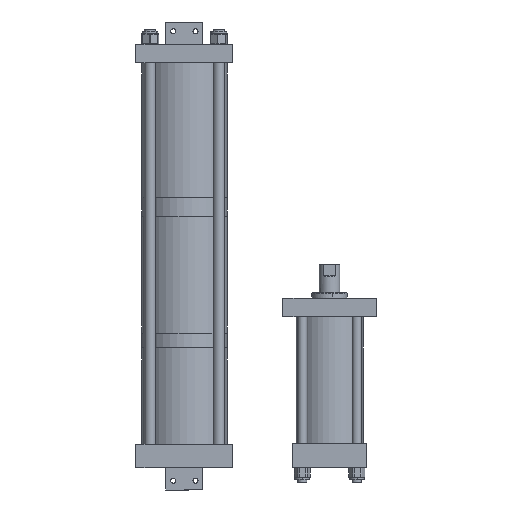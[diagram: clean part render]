
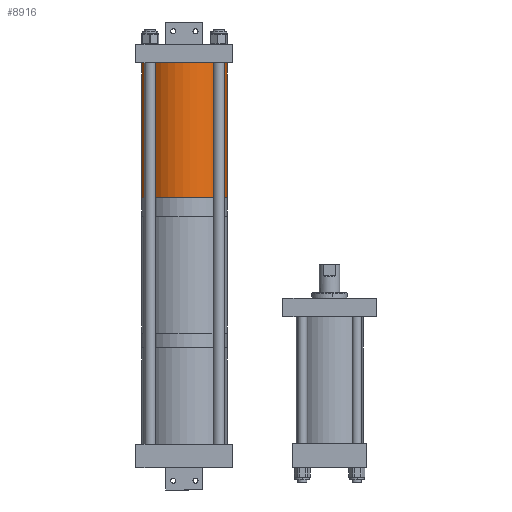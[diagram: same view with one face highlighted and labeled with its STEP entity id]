
A CAD part, front view. The second image highlights one B-rep face of the part: STEP entity #8916.
In plain terms, the highlighted cylindrical face has radius 73.025 mm (diameter 146.05 mm), a partial arc.
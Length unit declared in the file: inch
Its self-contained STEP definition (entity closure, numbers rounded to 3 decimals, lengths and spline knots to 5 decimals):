
#129 = FACE_OUTER_BOUND ( 'NONE', #15782, .T. ) ;
#556 = ORIENTED_EDGE ( 'NONE', *, *, #12686, .T. ) ;
#1031 = CARTESIAN_POINT ( 'NONE',  ( -2.875, 0., 0. ) ) ;
#1272 = DIRECTION ( 'NONE',  ( 1., 0., 0. ) ) ;
#2634 = DIRECTION ( 'NONE',  ( 0., 0., 1. ) ) ;
#3202 = LINE ( 'NONE', #7817, #7793 ) ;
#3658 = EDGE_CURVE ( 'NONE', #14219, #12832, #3202, .T. ) ;
#4502 = CARTESIAN_POINT ( 'NONE',  ( -2.875, 0., 9.039 ) ) ;
#5560 = ORIENTED_EDGE ( 'NONE', *, *, #14022, .F. ) ;
#7580 = EDGE_CURVE ( 'NONE', #13915, #12832, #13475, .T. ) ;
#7638 = VECTOR ( 'NONE', #10905, 39.37008 ) ;
#7793 = VECTOR ( 'NONE', #12796, 39.37008 ) ;
#7817 = CARTESIAN_POINT ( 'NONE',  ( 2.875, 0., 9.039 ) ) ;
#7980 = DIRECTION ( 'NONE',  ( -1., 0., 0. ) ) ;
#8656 = AXIS2_PLACEMENT_3D ( 'NONE', #14119, #2634, #11529 ) ;
#8902 = DIRECTION ( 'NONE',  ( 0., 0., 1. ) ) ;
#8916 = ADVANCED_FACE ( 'NONE', ( #129 ), #14239, .T. ) ;
#10419 = DIRECTION ( 'NONE',  ( 0., 0., -1. ) ) ;
#10444 = VERTEX_POINT ( 'NONE', #15549 ) ;
#10905 = DIRECTION ( 'NONE',  ( 0., 0., -1. ) ) ;
#11006 = LINE ( 'NONE', #4502, #7638 ) ;
#11288 = CARTESIAN_POINT ( 'NONE',  ( 2.875, 0., 0. ) ) ;
#11325 = ORIENTED_EDGE ( 'NONE', *, *, #3658, .F. ) ;
#11444 = CIRCLE ( 'NONE', #8656, 2.875 ) ;
#11529 = DIRECTION ( 'NONE',  ( 1., 0., 0. ) ) ;
#12437 = AXIS2_PLACEMENT_3D ( 'NONE', #15535, #10419, #7980 ) ;
#12686 = EDGE_CURVE ( 'NONE', #10444, #13915, #11006, .T. ) ;
#12796 = DIRECTION ( 'NONE',  ( 0., 0., -1. ) ) ;
#12832 = VERTEX_POINT ( 'NONE', #11288 ) ;
#13475 = CIRCLE ( 'NONE', #13993, 2.875 ) ;
#13915 = VERTEX_POINT ( 'NONE', #1031 ) ;
#13993 = AXIS2_PLACEMENT_3D ( 'NONE', #15228, #8902, #1272 ) ;
#14022 = EDGE_CURVE ( 'NONE', #10444, #14219, #11444, .T. ) ;
#14119 = CARTESIAN_POINT ( 'NONE',  ( 0., 0., 9.039 ) ) ;
#14219 = VERTEX_POINT ( 'NONE', #15642 ) ;
#14239 = CYLINDRICAL_SURFACE ( 'NONE', #12437, 2.875 ) ;
#15228 = CARTESIAN_POINT ( 'NONE',  ( 0., 0., 0. ) ) ;
#15535 = CARTESIAN_POINT ( 'NONE',  ( 0., 0., 9.039 ) ) ;
#15549 = CARTESIAN_POINT ( 'NONE',  ( -2.875, 0., 9.039 ) ) ;
#15642 = CARTESIAN_POINT ( 'NONE',  ( 2.875, 0., 9.039 ) ) ;
#15782 = EDGE_LOOP ( 'NONE', ( #11325, #5560, #556, #16165 ) ) ;
#16165 = ORIENTED_EDGE ( 'NONE', *, *, #7580, .T. ) ;
